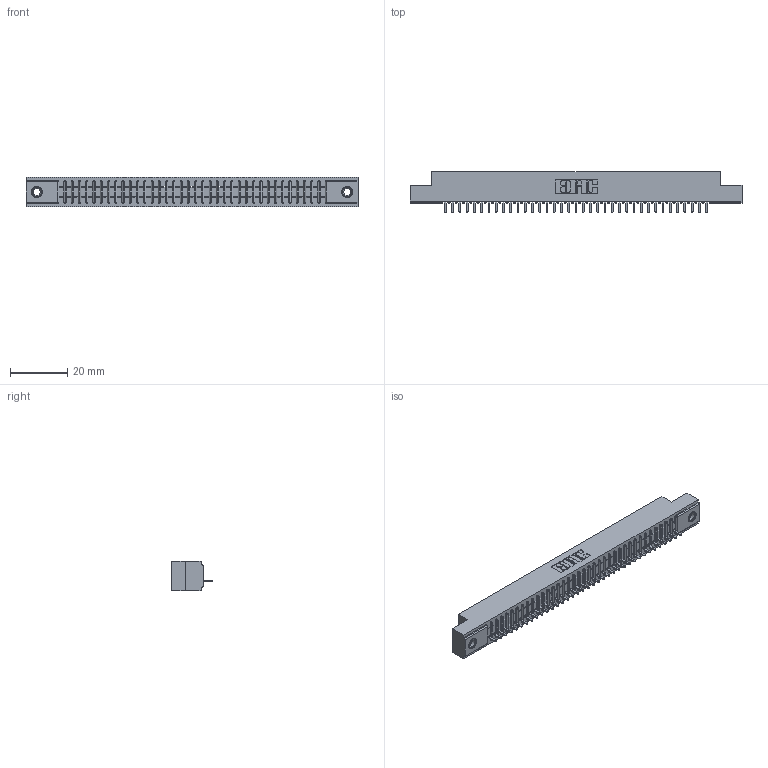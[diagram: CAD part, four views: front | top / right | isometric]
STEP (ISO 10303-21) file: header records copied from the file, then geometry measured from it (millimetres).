
FILE_DESCRIPTION (( 'STEP AP203' ), '1' );
FILE_NAME ('341-037-520-107.STEP', '2018-08-06T22:58:38', ( '' ), ( '' ), 'SwSTEP 2.0', 'SolidWorks 2016', '' );
FILE_SCHEMA (( 'CONFIG_CONTROL_DESIGN' ));
Length unit declared in the file: inch
Products named in the file (4): 345-250-001_345-250-005-103; 341-037-520-107; 341 Part_.156 (3.96) Dia Mounting Holes; 341-292-001_341-292-120
Assembly tree (40 placements, depth 2):
  341-037-520-107
    341 Part_.156 (3.96) Dia Mounting Holes
    341-292-001_341-292-120  x37
    345-250-001_345-250-005-103  x2
Bounding box: 116.2 x 14.27 x 10.16 mm (x, y, z)
Volume: 8299.9 mm3; surface area: 12733.6 mm2
Topology: 40 solids, 40 shells, 3210 faces, 9221 edges, 5914 vertices
Faces by surface type: plane 1987, cylinder 1059, sphere 76, torus 76, cone 12
Entity records: 45445 total; most frequent: CARTESIAN_POINT 7697, ORIENTED_EDGE 7678, DIRECTION 7445, EDGE_CURVE 3839, LINE 3093, VECTOR 3093, VERTEX_POINT 2428, AXIS2_PLACEMENT_3D 2176
